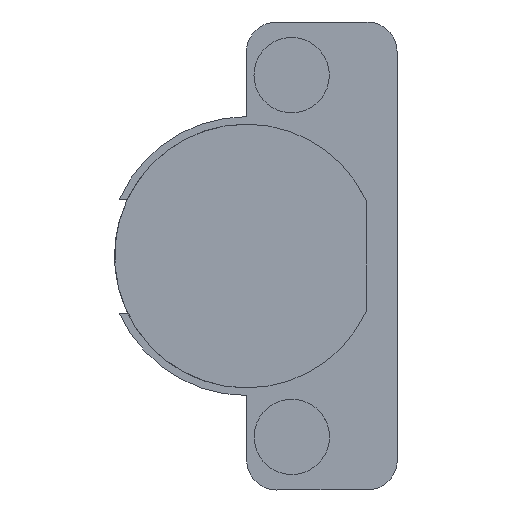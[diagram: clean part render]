
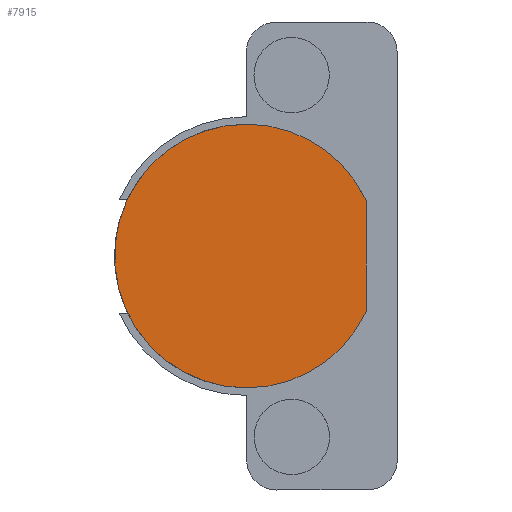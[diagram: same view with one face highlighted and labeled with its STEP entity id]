
A CAD part, front view. The second image highlights one B-rep face of the part: STEP entity #7915.
In plain terms, the highlighted planar face has unit normal (0, -1, 0).
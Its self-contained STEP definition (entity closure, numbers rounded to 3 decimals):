
#2650=DIRECTION('',(0.001,0.,-1.));
#2651=VECTOR('',#2650,14.642);
#2652=CARTESIAN_POINT('',(29.207,-11.904,7.33));
#2653=LINE('',#2652,#2651);
#2657=CARTESIAN_POINT('',(13.316,-11.902,
0.));
#2658=DIRECTION('',(0.,1.,0.));
#2659=DIRECTION('',(0.909,0.,-0.418));
#2660=AXIS2_PLACEMENT_3D('',#2657,#2658,#2659);
#2665=CARTESIAN_POINT('',(13.316,-11.902,
0.));
#2666=DIRECTION('',(0.,1.,0.));
#2667=DIRECTION('',(0.001,0.,-1.));
#2668=AXIS2_PLACEMENT_3D('',#2665,#2666,#2667);
#2673=CARTESIAN_POINT('',(13.316,-11.902,
0.));
#2674=DIRECTION('',(0.,1.,0.));
#2675=DIRECTION('',(-0.909,0.,0.418));
#2676=AXIS2_PLACEMENT_3D('',#2673,#2674,#2675);
#2681=CARTESIAN_POINT('',(13.316,-11.902,
0.));
#2682=DIRECTION('',(0.,1.,0.));
#2683=DIRECTION('',(-0.001,0.,1.));
#2684=AXIS2_PLACEMENT_3D('',#2681,#2682,#2683);
#6008=CARTESIAN_POINT('',(29.207,-11.904,7.33));
#6009=VERTEX_POINT('',#6008);
#6010=CARTESIAN_POINT('',(29.215,-11.904,
-7.312));
#6011=CARTESIAN_POINT('',(13.326,-11.902,
-17.5));
#6012=VERTEX_POINT('',#6010);
#6013=VERTEX_POINT('',#6011);
#6014=CARTESIAN_POINT('',(-2.583,-11.9,
7.312));
#6015=VERTEX_POINT('',#6014);
#6016=CARTESIAN_POINT('',(13.306,-11.902,17.5));
#6017=VERTEX_POINT('',#6016);
#7903=CARTESIAN_POINT('',(13.316,-11.902,
0.));
#7904=DIRECTION('',(0.,-1.,0.));
#7905=DIRECTION('',(-1.,0.,-0.001));
#7906=AXIS2_PLACEMENT_3D('',#7903,#7904,#7905);
#7907=PLANE('',#7906);
#7908=ORIENTED_EDGE('',*,*,#7895,.T.);
#7909=ORIENTED_EDGE('',*,*,#7823,.T.);
#7910=ORIENTED_EDGE('',*,*,#7821,.T.);
#7911=ORIENTED_EDGE('',*,*,#7819,.T.);
#7912=ORIENTED_EDGE('',*,*,#7817,.T.);
#7913=EDGE_LOOP('',(#7908,#7909,#7910,#7911,#7912));
#7914=FACE_OUTER_BOUND('',#7913,.F.);
#2661=CIRCLE('',#2660,17.5);
#2669=CIRCLE('',#2668,17.5);
#2677=CIRCLE('',#2676,17.5);
#2685=CIRCLE('',#2684,17.5);
#7817=EDGE_CURVE('',#6017,#6009,#2685,.T.);
#7819=EDGE_CURVE('',#6015,#6017,#2677,.T.);
#7821=EDGE_CURVE('',#6013,#6015,#2669,.T.);
#7823=EDGE_CURVE('',#6012,#6013,#2661,.T.);
#7895=EDGE_CURVE('',#6009,#6012,#2653,.T.);
#7915=ADVANCED_FACE('',(#7914),#7907,.T.);
